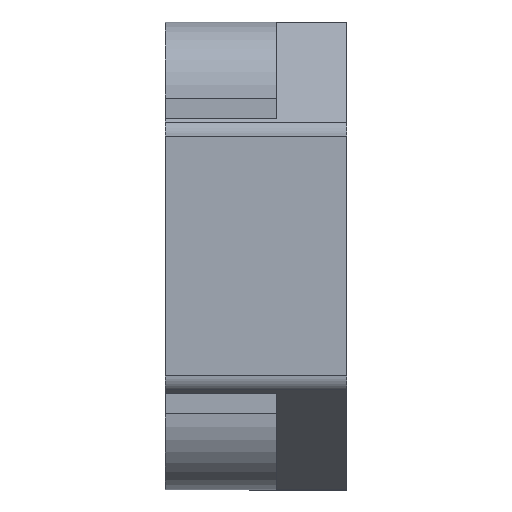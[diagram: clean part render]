
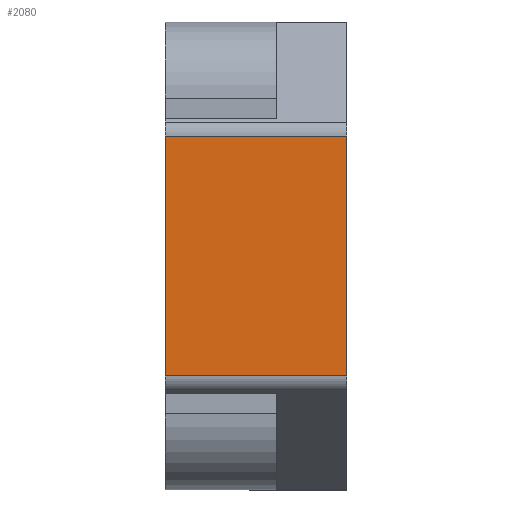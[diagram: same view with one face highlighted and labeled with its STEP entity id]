
A CAD part, left-side view. The second image highlights one B-rep face of the part: STEP entity #2080.
In plain terms, the highlighted planar face has unit normal (-1, 0, 0).
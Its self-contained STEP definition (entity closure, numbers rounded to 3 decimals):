
#37 = EDGE_CURVE ( 'NONE', #2102, #2099, #1065, .T. ) ;
#185 = VECTOR ( 'NONE', #3550, 1000. ) ;
#375 = VECTOR ( 'NONE', #1762, 1000. ) ;
#473 = LINE ( 'NONE', #1391, #375 ) ;
#535 = ORIENTED_EDGE ( 'NONE', *, *, #37, .F. ) ;
#646 = ORIENTED_EDGE ( 'NONE', *, *, #2396, .T. ) ;
#693 = ORIENTED_EDGE ( 'NONE', *, *, #3190, .T. ) ;
#743 = VERTEX_POINT ( 'NONE', #1888 ) ;
#745 = EDGE_LOOP ( 'NONE', ( #646, #693, #535, #815 ) ) ;
#815 = ORIENTED_EDGE ( 'NONE', *, *, #3963, .T. ) ;
#921 = CARTESIAN_POINT ( 'NONE',  ( 0., 15.5, -11. ) ) ;
#936 = CARTESIAN_POINT ( 'NONE',  ( 0., 15.5, 10.252 ) ) ;
#965 = AXIS2_PLACEMENT_3D ( 'NONE', #921, #1259, #3651 ) ;
#1065 = LINE ( 'NONE', #3774, #185 ) ;
#1145 = CARTESIAN_POINT ( 'NONE',  ( 0., 0., 10.252 ) ) ;
#1259 = DIRECTION ( 'NONE',  ( 1., 0., 0. ) ) ;
#1391 = CARTESIAN_POINT ( 'NONE',  ( 0., 15.5, -10.252 ) ) ;
#1618 = LINE ( 'NONE', #3940, #4185 ) ;
#1762 = DIRECTION ( 'NONE',  ( 0., -1., 0. ) ) ;
#1888 = CARTESIAN_POINT ( 'NONE',  ( 0., 0., -10.252 ) ) ;
#1939 = DIRECTION ( 'NONE',  ( 0., 0., 1. ) ) ;
#2080 = ADVANCED_FACE ( 'NONE', ( #2781 ), #2992, .F. ) ;
#2099 = VERTEX_POINT ( 'NONE', #936 ) ;
#2102 = VERTEX_POINT ( 'NONE', #3993 ) ;
#2197 = VECTOR ( 'NONE', #2516, 1000. ) ;
#2396 = EDGE_CURVE ( 'NONE', #743, #4261, #1618, .T. ) ;
#2516 = DIRECTION ( 'NONE',  ( 0., 1., 0. ) ) ;
#2781 = FACE_OUTER_BOUND ( 'NONE', #745, .T. ) ;
#2992 = PLANE ( 'NONE',  #965 ) ;
#3190 = EDGE_CURVE ( 'NONE', #4261, #2099, #4057, .T. ) ;
#3471 = CARTESIAN_POINT ( 'NONE',  ( 0., 15.5, 10.252 ) ) ;
#3550 = DIRECTION ( 'NONE',  ( 0., 0., 1. ) ) ;
#3651 = DIRECTION ( 'NONE',  ( 0., 0., -1. ) ) ;
#3774 = CARTESIAN_POINT ( 'NONE',  ( 0., 15.5, -11. ) ) ;
#3940 = CARTESIAN_POINT ( 'NONE',  ( 0., 0., -11. ) ) ;
#3963 = EDGE_CURVE ( 'NONE', #2102, #743, #473, .T. ) ;
#3993 = CARTESIAN_POINT ( 'NONE',  ( 0., 15.5, -10.252 ) ) ;
#4057 = LINE ( 'NONE', #3471, #2197 ) ;
#4185 = VECTOR ( 'NONE', #1939, 1000. ) ;
#4261 = VERTEX_POINT ( 'NONE', #1145 ) ;
